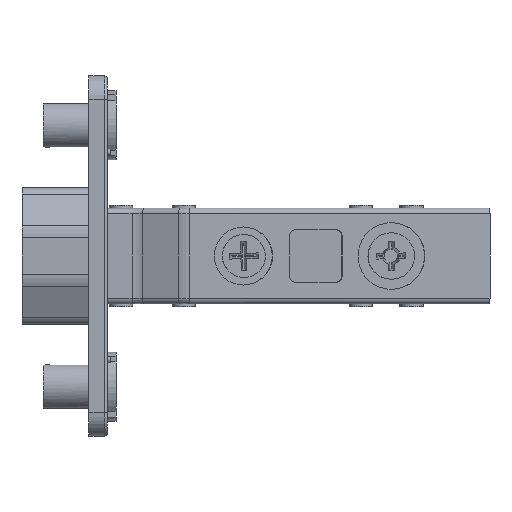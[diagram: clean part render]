
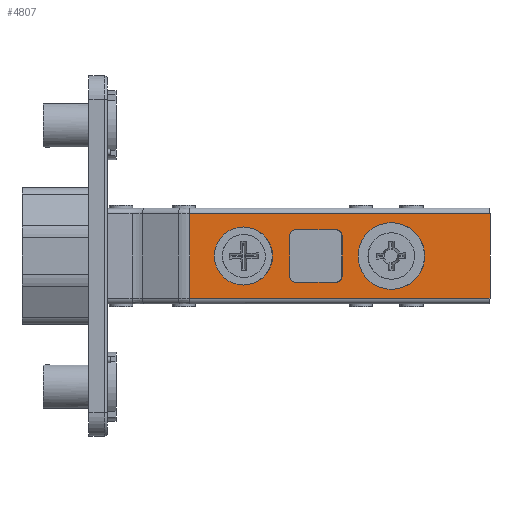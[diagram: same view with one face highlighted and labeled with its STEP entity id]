
A CAD part, front view. The second image highlights one B-rep face of the part: STEP entity #4807.
In plain terms, the highlighted planar face has unit normal (0.042, -0.999, 0).
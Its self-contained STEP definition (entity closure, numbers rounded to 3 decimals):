
#81 = VERTEX_POINT ( 'NONE', #1866 ) ;
#319 = EDGE_CURVE ( 'NONE', #2582, #13169, #14379, .T. ) ;
#449 = ORIENTED_EDGE ( 'NONE', *, *, #3676, .F. ) ;
#585 = FACE_BOUND ( 'NONE', #15671, .T. ) ;
#760 = EDGE_CURVE ( 'NONE', #18276, #6686, #16947, .T. ) ;
#1210 = EDGE_CURVE ( 'NONE', #17032, #6451, #7475, .T. ) ;
#1337 = DIRECTION ( 'NONE',  ( 0.042, -0.999, 0. ) ) ;
#1364 = ORIENTED_EDGE ( 'NONE', *, *, #3318, .F. ) ;
#1866 = CARTESIAN_POINT ( 'NONE',  ( -51.73, -2.167, 7.25 ) ) ;
#2187 = VECTOR ( 'NONE', #9750, 1000. ) ;
#2369 = EDGE_CURVE ( 'NONE', #10185, #7361, #13442, .T. ) ;
#2582 = VERTEX_POINT ( 'NONE', #11763 ) ;
#2872 = CARTESIAN_POINT ( 'NONE',  ( -26.477, -1.109, 4.5 ) ) ;
#2909 = DIRECTION ( 'NONE',  ( 0.042, -0.999, 0. ) ) ;
#3318 = EDGE_CURVE ( 'NONE', #14909, #11743, #5227, .T. ) ;
#3406 = ORIENTED_EDGE ( 'NONE', *, *, #18212, .F. ) ;
#3448 = CARTESIAN_POINT ( 'NONE',  ( -51.73, -2.167, 8.25 ) ) ;
#3463 = EDGE_CURVE ( 'NONE', #12636, #14909, #17441, .T. ) ;
#3468 = EDGE_CURVE ( 'NONE', #8404, #15611, #8841, .T. ) ;
#3542 = ORIENTED_EDGE ( 'NONE', *, *, #11572, .F. ) ;
#3676 = EDGE_CURVE ( 'NONE', #11743, #18276, #17138, .T. ) ;
#3794 = VECTOR ( 'NONE', #14739, 1000. ) ;
#3824 = EDGE_CURVE ( 'NONE', #9385, #7361, #17071, .T. ) ;
#3841 = CARTESIAN_POINT ( 'NONE',  ( 0., 0., -7.25 ) ) ;
#4011 = CARTESIAN_POINT ( 'NONE',  ( -37.467, -1.569, 0. ) ) ;
#4287 = CARTESIAN_POINT ( 'NONE',  ( -42.463, -1.779, 0. ) ) ;
#4468 = DIRECTION ( 'NONE',  ( 0.042, -0.999, 0. ) ) ;
#4519 = VERTEX_POINT ( 'NONE', #8111 ) ;
#4693 = CARTESIAN_POINT ( 'NONE',  ( 0., 0., 8.25 ) ) ;
#4784 = EDGE_CURVE ( 'NONE', #13169, #4519, #8862, .T. ) ;
#4807 = ADVANCED_FACE ( 'NONE', ( #9297, #585, #8924, #7528 ), #13371, .F. ) ;
#4997 = VECTOR ( 'NONE', #11173, 1000. ) ;
#5110 = VECTOR ( 'NONE', #12776, 1000. ) ;
#5227 = LINE ( 'NONE', #10893, #4997 ) ;
#5238 = DIRECTION ( 'NONE',  ( -0.999, -0.042, 0. ) ) ;
#5277 = AXIS2_PLACEMENT_3D ( 'NONE', #12832, #4468, #10133 ) ;
#5568 = DIRECTION ( 'NONE',  ( 0., 0., 1. ) ) ;
#6077 = EDGE_CURVE ( 'NONE', #9385, #81, #6350, .T. ) ;
#6350 = LINE ( 'NONE', #10631, #14605 ) ;
#6451 = VERTEX_POINT ( 'NONE', #7719 ) ;
#6613 = DIRECTION ( 'NONE',  ( 0.042, -0.999, 0. ) ) ;
#6686 = VERTEX_POINT ( 'NONE', #11895 ) ;
#6869 = ORIENTED_EDGE ( 'NONE', *, *, #10588, .F. ) ;
#7051 = LINE ( 'NONE', #8173, #11462 ) ;
#7164 = CARTESIAN_POINT ( 'NONE',  ( -34.47, -1.444, 3.5 ) ) ;
#7169 = CIRCLE ( 'NONE', #15451, 5.75 ) ;
#7360 = AXIS2_PLACEMENT_3D ( 'NONE', #15426, #2909, #17188 ) ;
#7361 = VERTEX_POINT ( 'NONE', #3841 ) ;
#7464 = CARTESIAN_POINT ( 'NONE',  ( -25.478, -1.067, 3.5 ) ) ;
#7475 = CIRCLE ( 'NONE', #17861, 5. ) ;
#7528 = FACE_OUTER_BOUND ( 'NONE', #9330, .T. ) ;
#7646 = EDGE_CURVE ( 'NONE', #6451, #17032, #10705, .T. ) ;
#7719 = CARTESIAN_POINT ( 'NONE',  ( -47.458, -1.988, 0. ) ) ;
#8111 = CARTESIAN_POINT ( 'NONE',  ( -25.478, -1.067, -3.5 ) ) ;
#8173 = CARTESIAN_POINT ( 'NONE',  ( -25.478, -1.067, 3.5 ) ) ;
#8274 = ORIENTED_EDGE ( 'NONE', *, *, #319, .F. ) ;
#8404 = VERTEX_POINT ( 'NONE', #14079 ) ;
#8490 = LINE ( 'NONE', #9874, #16778 ) ;
#8555 = DIRECTION ( 'NONE',  ( 0.999, 0.042, 0. ) ) ;
#8559 = DIRECTION ( 'NONE',  ( 0.999, 0.042, 0. ) ) ;
#8835 = DIRECTION ( 'NONE',  ( 0.042, -0.999, 0. ) ) ;
#8841 = CIRCLE ( 'NONE', #5277, 5.75 ) ;
#8862 = CIRCLE ( 'NONE', #15675, 1. ) ;
#8898 = VECTOR ( 'NONE', #15856, 1000. ) ;
#8924 = FACE_BOUND ( 'NONE', #9767, .T. ) ;
#9102 = DIRECTION ( 'NONE',  ( -0.999, -0.042, 0. ) ) ;
#9198 = DIRECTION ( 'NONE',  ( -0.042, 0.999, 0. ) ) ;
#9288 = DIRECTION ( 'NONE',  ( 0.999, 0.042, 0. ) ) ;
#9297 = FACE_BOUND ( 'NONE', #13689, .T. ) ;
#9330 = EDGE_LOOP ( 'NONE', ( #14860, #11863, #13790, #11344 ) ) ;
#9385 = VERTEX_POINT ( 'NONE', #12555 ) ;
#9750 = DIRECTION ( 'NONE',  ( 0., 0., -1. ) ) ;
#9767 = EDGE_LOOP ( 'NONE', ( #8274, #3406, #11155, #449, #1364, #17009, #3542, #15427 ) ) ;
#9874 = CARTESIAN_POINT ( 'NONE',  ( -51.73, -2.167, 8.25 ) ) ;
#9943 = DIRECTION ( 'NONE',  ( 0.042, -0.999, 0. ) ) ;
#10133 = DIRECTION ( 'NONE',  ( 0.999, 0.042, 0. ) ) ;
#10185 = VERTEX_POINT ( 'NONE', #11820 ) ;
#10318 = DIRECTION ( 'NONE',  ( 0.042, -0.999, 0. ) ) ;
#10588 = EDGE_CURVE ( 'NONE', #15611, #8404, #7169, .T. ) ;
#10631 = CARTESIAN_POINT ( 'NONE',  ( -51.73, -2.167, 7.25 ) ) ;
#10647 = ORIENTED_EDGE ( 'NONE', *, *, #3468, .F. ) ;
#10705 = CIRCLE ( 'NONE', #17827, 5. ) ;
#10871 = ORIENTED_EDGE ( 'NONE', *, *, #7646, .F. ) ;
#10893 = CARTESIAN_POINT ( 'NONE',  ( -33.471, -1.402, 4.5 ) ) ;
#11155 = ORIENTED_EDGE ( 'NONE', *, *, #760, .F. ) ;
#11167 = AXIS2_PLACEMENT_3D ( 'NONE', #13663, #6613, #16358 ) ;
#11173 = DIRECTION ( 'NONE',  ( -0.999, -0.042, 0. ) ) ;
#11344 = ORIENTED_EDGE ( 'NONE', *, *, #2369, .T. ) ;
#11462 = VECTOR ( 'NONE', #5568, 1000. ) ;
#11572 = EDGE_CURVE ( 'NONE', #4519, #12636, #7051, .T. ) ;
#11743 = VERTEX_POINT ( 'NONE', #13067 ) ;
#11763 = CARTESIAN_POINT ( 'NONE',  ( -33.471, -1.402, -4.5 ) ) ;
#11820 = CARTESIAN_POINT ( 'NONE',  ( -51.73, -2.167, -7.25 ) ) ;
#11863 = ORIENTED_EDGE ( 'NONE', *, *, #6077, .T. ) ;
#11895 = CARTESIAN_POINT ( 'NONE',  ( -34.47, -1.444, -3.5 ) ) ;
#12082 = DIRECTION ( 'NONE',  ( 0.042, -0.999, 0. ) ) ;
#12555 = CARTESIAN_POINT ( 'NONE',  ( 0., 0., 7.25 ) ) ;
#12636 = VERTEX_POINT ( 'NONE', #7464 ) ;
#12776 = DIRECTION ( 'NONE',  ( 0., 0., -1. ) ) ;
#12832 = CARTESIAN_POINT ( 'NONE',  ( -16.985, -0.711, 0. ) ) ;
#13006 = CARTESIAN_POINT ( 'NONE',  ( -16.985, -0.711, 0. ) ) ;
#13067 = CARTESIAN_POINT ( 'NONE',  ( -33.471, -1.402, 4.5 ) ) ;
#13090 = ORIENTED_EDGE ( 'NONE', *, *, #1210, .F. ) ;
#13169 = VERTEX_POINT ( 'NONE', #16452 ) ;
#13371 = PLANE ( 'NONE',  #15981 ) ;
#13442 = LINE ( 'NONE', #16131, #3794 ) ;
#13663 = CARTESIAN_POINT ( 'NONE',  ( -33.471, -1.402, -3.5 ) ) ;
#13689 = EDGE_LOOP ( 'NONE', ( #6869, #10647 ) ) ;
#13790 = ORIENTED_EDGE ( 'NONE', *, *, #17896, .T. ) ;
#13871 = CARTESIAN_POINT ( 'NONE',  ( -11.24, -0.471, 0. ) ) ;
#13979 = CARTESIAN_POINT ( 'NONE',  ( -34.47, -1.444, 3.5 ) ) ;
#14079 = CARTESIAN_POINT ( 'NONE',  ( -22.73, -0.952, 0. ) ) ;
#14379 = LINE ( 'NONE', #15662, #8898 ) ;
#14605 = VECTOR ( 'NONE', #5238, 1000. ) ;
#14739 = DIRECTION ( 'NONE',  ( 0.999, 0.042, 0. ) ) ;
#14860 = ORIENTED_EDGE ( 'NONE', *, *, #3824, .F. ) ;
#14909 = VERTEX_POINT ( 'NONE', #2872 ) ;
#15426 = CARTESIAN_POINT ( 'NONE',  ( -26.477, -1.109, 3.5 ) ) ;
#15427 = ORIENTED_EDGE ( 'NONE', *, *, #4784, .F. ) ;
#15451 = AXIS2_PLACEMENT_3D ( 'NONE', #13006, #12082, #9288 ) ;
#15606 = CARTESIAN_POINT ( 'NONE',  ( -42.463, -1.779, 0. ) ) ;
#15611 = VERTEX_POINT ( 'NONE', #13871 ) ;
#15624 = DIRECTION ( 'NONE',  ( 0., 0., -1. ) ) ;
#15662 = CARTESIAN_POINT ( 'NONE',  ( -33.471, -1.402, -4.5 ) ) ;
#15671 = EDGE_LOOP ( 'NONE', ( #13090, #10871 ) ) ;
#15675 = AXIS2_PLACEMENT_3D ( 'NONE', #17373, #10318, #16251 ) ;
#15856 = DIRECTION ( 'NONE',  ( 0.999, 0.042, 0. ) ) ;
#15889 = CARTESIAN_POINT ( 'NONE',  ( -33.471, -1.402, 3.5 ) ) ;
#15981 = AXIS2_PLACEMENT_3D ( 'NONE', #3448, #9198, #9102 ) ;
#16131 = CARTESIAN_POINT ( 'NONE',  ( 0., 0., -7.25 ) ) ;
#16251 = DIRECTION ( 'NONE',  ( 0.999, 0.042, 0. ) ) ;
#16358 = DIRECTION ( 'NONE',  ( 0.999, 0.042, 0. ) ) ;
#16452 = CARTESIAN_POINT ( 'NONE',  ( -26.477, -1.109, -4.5 ) ) ;
#16778 = VECTOR ( 'NONE', #15624, 1000. ) ;
#16787 = CIRCLE ( 'NONE', #11167, 1. ) ;
#16947 = LINE ( 'NONE', #13979, #5110 ) ;
#17009 = ORIENTED_EDGE ( 'NONE', *, *, #3463, .F. ) ;
#17032 = VERTEX_POINT ( 'NONE', #4011 ) ;
#17071 = LINE ( 'NONE', #4693, #2187 ) ;
#17138 = CIRCLE ( 'NONE', #18341, 1. ) ;
#17188 = DIRECTION ( 'NONE',  ( -0.999, -0.042, 0. ) ) ;
#17373 = CARTESIAN_POINT ( 'NONE',  ( -26.477, -1.109, -3.5 ) ) ;
#17441 = CIRCLE ( 'NONE', #7360, 1. ) ;
#17827 = AXIS2_PLACEMENT_3D ( 'NONE', #15606, #1337, #8559 ) ;
#17861 = AXIS2_PLACEMENT_3D ( 'NONE', #4287, #9943, #8555 ) ;
#17896 = EDGE_CURVE ( 'NONE', #81, #10185, #8490, .T. ) ;
#17932 = DIRECTION ( 'NONE',  ( 0.999, 0.042, 0. ) ) ;
#18212 = EDGE_CURVE ( 'NONE', #6686, #2582, #16787, .T. ) ;
#18276 = VERTEX_POINT ( 'NONE', #7164 ) ;
#18341 = AXIS2_PLACEMENT_3D ( 'NONE', #15889, #8835, #17932 ) ;
